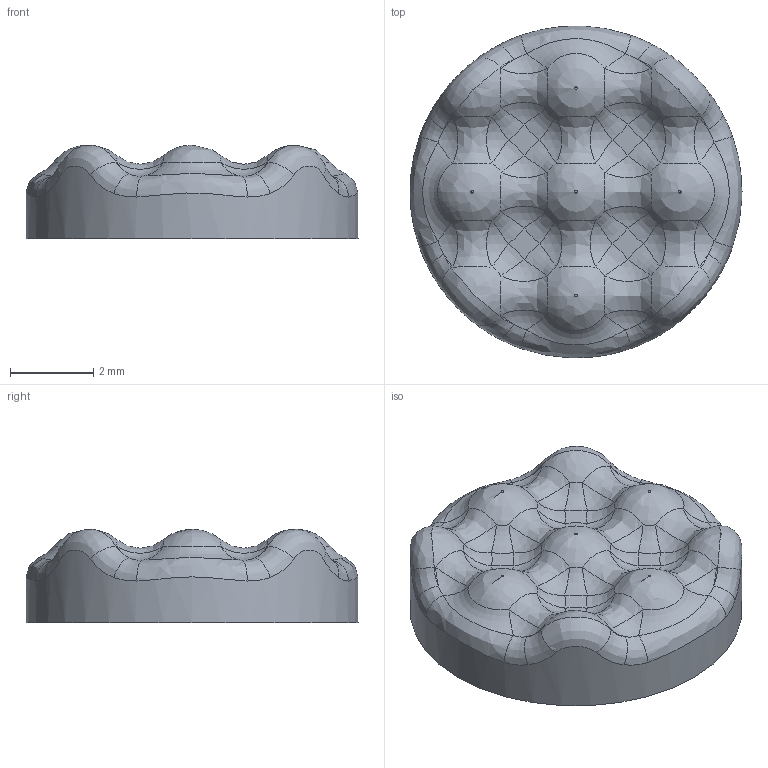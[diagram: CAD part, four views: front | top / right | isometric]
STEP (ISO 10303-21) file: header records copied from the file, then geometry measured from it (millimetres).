
FILE_DESCRIPTION(/* description */ (''),/* implementation_level */ '2;1');
FILE_NAME(/* name */ 'HatSwitchCapRoundSmol.step',/* time_stamp */ '2023-12-12T11:12:24+01:00',/* author */ (''),/* organization */ (''),/* preprocessor_version */ 'ST-DEVELOPER v20',/* originating_system */ 'Autodesk Translation Framework v12.14.0.127',/* authorisation */ '');
FILE_SCHEMA (('AUTOMOTIVE_DESIGN { 1 0 10303 214 3 1 1 }'));
Length unit declared in the file: millimetre
Products named in the file (1): BUTTON BOX V2
Bounding box: 8 x 8 x 2.25 mm (x, y, z)
Volume: 89.4 mm3; surface area: 146.3 mm2
Topology: 1 solids, 1 shells, 108 faces, 230 edges, 124 vertices
Faces by surface type: bspline 45, torus 28, sphere 24, plane 10, cylinder 1
Full cylindrical faces by diameter (mm): 8 x1
Entity records: 5514 total; most frequent: CARTESIAN_POINT 3331, ORIENTED_EDGE 460, DIRECTION 425, EDGE_CURVE 230, AXIS2_PLACEMENT_3D 212, CIRCLE 148, VERTEX_POINT 124, FACE_OUTER_BOUND 108
